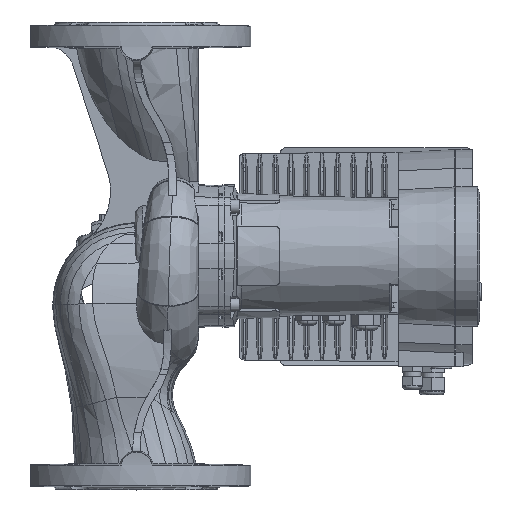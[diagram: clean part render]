
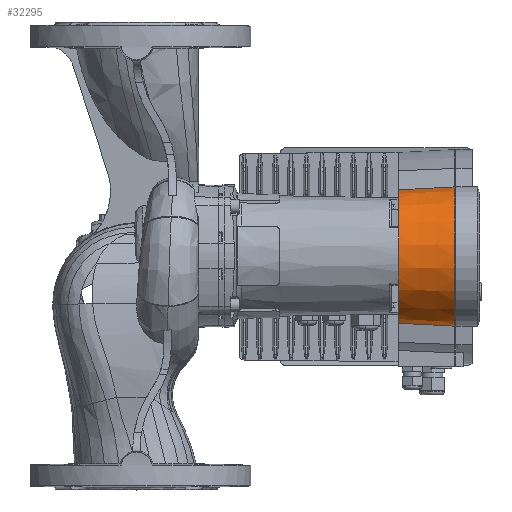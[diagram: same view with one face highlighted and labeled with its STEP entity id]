
A CAD part, top view. The second image highlights one B-rep face of the part: STEP entity #32295.
In plain terms, the highlighted conical face has half-angle 3 degrees and reference radius 67 mm.
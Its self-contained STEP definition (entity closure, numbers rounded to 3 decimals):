
#6362 = EDGE_CURVE ( 'NONE', #44163, #44168, #53561, .T. ) ;
#6364 = EDGE_CURVE ( 'NONE', #44165, #44163, #27627, .T. ) ;
#6366 = EDGE_CURVE ( 'NONE', #35590, #44167, #48001, .T. ) ;
#6369 = EDGE_CURVE ( 'NONE', #44167, #44168, #27630, .T. ) ;
#6371 = EDGE_CURVE ( 'NONE', #44164, #35590, #53569, .T. ) ;
#6376 = EDGE_CURVE ( 'NONE', #44164, #44165, #48030, .T. ) ;
#27035 = EDGE_LOOP ( 'NONE', ( #39827, #39829, #39831, #39833, #39835, #39837 ) ) ;
#27627 = B_SPLINE_CURVE_WITH_KNOTS ( 'NONE', 3,
 ( #48017, #48012, #48013, #48018 ),
 .UNSPECIFIED., .F., .F.,
 ( 4, 4 ),
 ( 0.006, 0.054 ),
 .UNSPECIFIED. ) ;
#27630 = B_SPLINE_CURVE_WITH_KNOTS ( 'NONE', 3,
 ( #48023, #48021, #48020, #48024 ),
 .UNSPECIFIED., .F., .F.,
 ( 4, 4 ),
 ( 0.006, 0.054 ),
 .UNSPECIFIED. ) ;
#32295 = ADVANCED_FACE ( 'NONE', ( #76832 ), #70069, .T. ) ;
#35590 = VERTEX_POINT ( 'NONE', #89121 ) ;
#39827 = ORIENTED_EDGE ( 'NONE', *, *, #6376, .F. ) ;
#39829 = ORIENTED_EDGE ( 'NONE', *, *, #6371, .T. ) ;
#39831 = ORIENTED_EDGE ( 'NONE', *, *, #6366, .T. ) ;
#39833 = ORIENTED_EDGE ( 'NONE', *, *, #6369, .T. ) ;
#39835 = ORIENTED_EDGE ( 'NONE', *, *, #6362, .F. ) ;
#39837 = ORIENTED_EDGE ( 'NONE', *, *, #6364, .F. ) ;
#44163 = VERTEX_POINT ( 'NONE', #90190 ) ;
#44164 = VERTEX_POINT ( 'NONE', #90192 ) ;
#44165 = VERTEX_POINT ( 'NONE', #90194 ) ;
#44167 = VERTEX_POINT ( 'NONE', #90198 ) ;
#44168 = VERTEX_POINT ( 'NONE', #90200 ) ;
#48001 = LINE ( 'NONE', #48019, #53563 ) ;
#48012 = CARTESIAN_POINT ( 'NONE',  ( 232.365, 65.316, -292.762 ) ) ;
#48013 = CARTESIAN_POINT ( 'NONE',  ( 248.432, 66.146, -292.054 ) ) ;
#48014 = CARTESIAN_POINT ( 'NONE',  ( 264.5, 0., -293.469 ) ) ;
#48015 = DIRECTION ( 'NONE',  ( 1., 0., 0. ) ) ;
#48016 = DIRECTION ( 'NONE',  ( 0., -1., 0. ) ) ;
#48017 = CARTESIAN_POINT ( 'NONE',  ( 216.298, 64.474, -293.469 ) ) ;
#48018 = CARTESIAN_POINT ( 'NONE',  ( 264.5, 66.966, -291.343 ) ) ;
#48019 = CARTESIAN_POINT ( 'NONE',  ( 264.5, -67., -293.469 ) ) ;
#48020 = CARTESIAN_POINT ( 'NONE',  ( 248.432, -66.146, -292.054 ) ) ;
#48021 = CARTESIAN_POINT ( 'NONE',  ( 232.365, -65.316, -292.762 ) ) ;
#48022 = DIRECTION ( 'NONE',  ( 0.999, -0.052, 0. ) ) ;
#48023 = CARTESIAN_POINT ( 'NONE',  ( 216.298, -64.474, -293.469 ) ) ;
#48024 = CARTESIAN_POINT ( 'NONE',  ( 264.5, -66.966, -291.343 ) ) ;
#48027 = CARTESIAN_POINT ( 'NONE',  ( 210.5, 0., -293.469 ) ) ;
#48028 = DIRECTION ( 'NONE',  ( 1., 0., 0. ) ) ;
#48029 = DIRECTION ( 'NONE',  ( 0., -1., 0. ) ) ;
#48030 = LINE ( 'NONE', #48034, #53571 ) ;
#48034 = CARTESIAN_POINT ( 'NONE',  ( 264.5, 67., -293.469 ) ) ;
#48035 = DIRECTION ( 'NONE',  ( 0.999, 0.052, 0. ) ) ;
#53559 = AXIS2_PLACEMENT_3D ( 'NONE', #48027, #48028, #48029 ) ;
#53561 = CIRCLE ( 'NONE', #53565, 67. ) ;
#53563 = VECTOR ( 'NONE', #48022, 1000. ) ;
#53565 = AXIS2_PLACEMENT_3D ( 'NONE', #48014, #48015, #48016 ) ;
#53569 = CIRCLE ( 'NONE', #53559, 64.17 ) ;
#53571 = VECTOR ( 'NONE', #48035, 1000. ) ;
#70069 = CONICAL_SURFACE ( 'NONE', #70072, 67., 0.052 ) ;
#70072 = AXIS2_PLACEMENT_3D ( 'NONE', #76835, #76833, #76830 ) ;
#76830 = DIRECTION ( 'NONE',  ( 0., -1., 0. ) ) ;
#76832 = FACE_OUTER_BOUND ( 'NONE', #27035, .T. ) ;
#76833 = DIRECTION ( 'NONE',  ( 1., 0., 0. ) ) ;
#76835 = CARTESIAN_POINT ( 'NONE',  ( 264.5, 0., -293.469 ) ) ;
#89121 = CARTESIAN_POINT ( 'NONE',  ( 210.5, -64.17, -293.469 ) ) ;
#90190 = CARTESIAN_POINT ( 'NONE',  ( 264.5, 66.966, -291.343 ) ) ;
#90192 = CARTESIAN_POINT ( 'NONE',  ( 210.5, 64.17, -293.469 ) ) ;
#90194 = CARTESIAN_POINT ( 'NONE',  ( 216.298, 64.474, -293.469 ) ) ;
#90198 = CARTESIAN_POINT ( 'NONE',  ( 216.298, -64.474, -293.469 ) ) ;
#90200 = CARTESIAN_POINT ( 'NONE',  ( 264.5, -66.966, -291.343 ) ) ;
